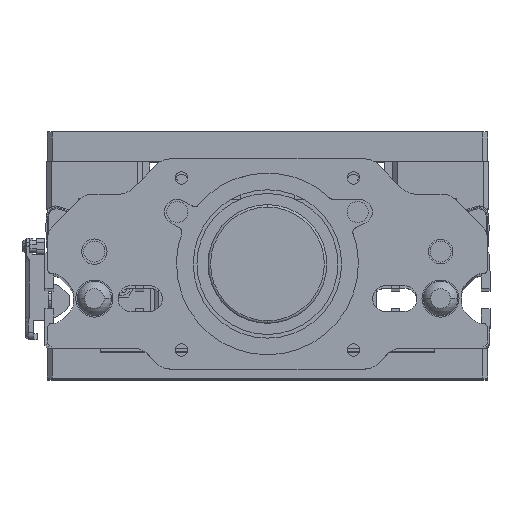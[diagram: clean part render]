
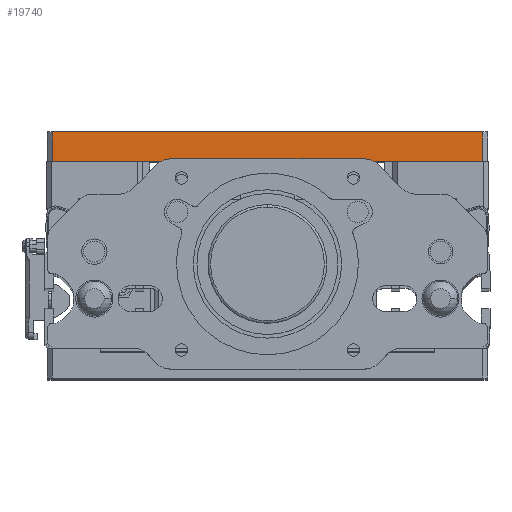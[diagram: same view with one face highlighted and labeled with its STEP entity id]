
A CAD part, top view. The second image highlights one B-rep face of the part: STEP entity #19740.
In plain terms, the highlighted planar face has unit normal (0, 0, 1).
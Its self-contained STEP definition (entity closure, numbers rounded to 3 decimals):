
#5615 = DIRECTION ( 'NONE',  ( 1., 0., 0. ) ) ;
#5674 = LINE ( 'NONE', #10583, #9214 ) ;
#9214 = VECTOR ( 'NONE', #56001, 1000. ) ;
#9356 = DIRECTION ( 'NONE',  ( 1., 0., 0. ) ) ;
#10521 = VERTEX_POINT ( 'NONE', #28006 ) ;
#10583 = CARTESIAN_POINT ( 'NONE',  ( 87., 88., 270. ) ) ;
#14056 = DIRECTION ( 'NONE',  ( 0., 1., 0. ) ) ;
#16209 = CARTESIAN_POINT ( 'NONE',  ( -87., 88., 270. ) ) ;
#19740 = ADVANCED_FACE ( 'NONE', ( #21866 ), #33177, .T. ) ;
#21270 = ORIENTED_EDGE ( 'NONE', *, *, #65334, .T. ) ;
#21866 = FACE_OUTER_BOUND ( 'NONE', #32808, .T. ) ;
#21894 = EDGE_CURVE ( 'NONE', #38622, #71805, #66322, .T. ) ;
#24656 = EDGE_CURVE ( 'NONE', #38622, #10521, #43048, .T. ) ;
#25985 = CARTESIAN_POINT ( 'NONE',  ( -87., 100., 270. ) ) ;
#28006 = CARTESIAN_POINT ( 'NONE',  ( 87., 88., 270. ) ) ;
#29206 = VECTOR ( 'NONE', #54446, 1000. ) ;
#30960 = CARTESIAN_POINT ( 'NONE',  ( -87., 88., 270. ) ) ;
#32392 = LINE ( 'NONE', #25985, #55944 ) ;
#32808 = EDGE_LOOP ( 'NONE', ( #69298, #36356, #57405, #21270 ) ) ;
#33177 = PLANE ( 'NONE',  #42028 ) ;
#36356 = ORIENTED_EDGE ( 'NONE', *, *, #21894, .F. ) ;
#38622 = VERTEX_POINT ( 'NONE', #69495 ) ;
#39260 = DIRECTION ( 'NONE',  ( 0., 0., 1. ) ) ;
#42028 = AXIS2_PLACEMENT_3D ( 'NONE', #16209, #39260, #5615 ) ;
#43048 = LINE ( 'NONE', #30960, #29206 ) ;
#49432 = VECTOR ( 'NONE', #14056, 1000. ) ;
#49488 = EDGE_CURVE ( 'NONE', #71805, #73861, #32392, .T. ) ;
#54446 = DIRECTION ( 'NONE',  ( 1., 0., 0. ) ) ;
#55944 = VECTOR ( 'NONE', #9356, 1000. ) ;
#56001 = DIRECTION ( 'NONE',  ( 0., 1., 0. ) ) ;
#57405 = ORIENTED_EDGE ( 'NONE', *, *, #24656, .T. ) ;
#63811 = CARTESIAN_POINT ( 'NONE',  ( -87., 100., 270. ) ) ;
#65334 = EDGE_CURVE ( 'NONE', #10521, #73861, #5674, .T. ) ;
#65940 = CARTESIAN_POINT ( 'NONE',  ( -87., 88., 270. ) ) ;
#66322 = LINE ( 'NONE', #65940, #49432 ) ;
#67824 = CARTESIAN_POINT ( 'NONE',  ( 87., 100., 270. ) ) ;
#69298 = ORIENTED_EDGE ( 'NONE', *, *, #49488, .F. ) ;
#69495 = CARTESIAN_POINT ( 'NONE',  ( -87., 88., 270. ) ) ;
#71805 = VERTEX_POINT ( 'NONE', #63811 ) ;
#73861 = VERTEX_POINT ( 'NONE', #67824 ) ;
